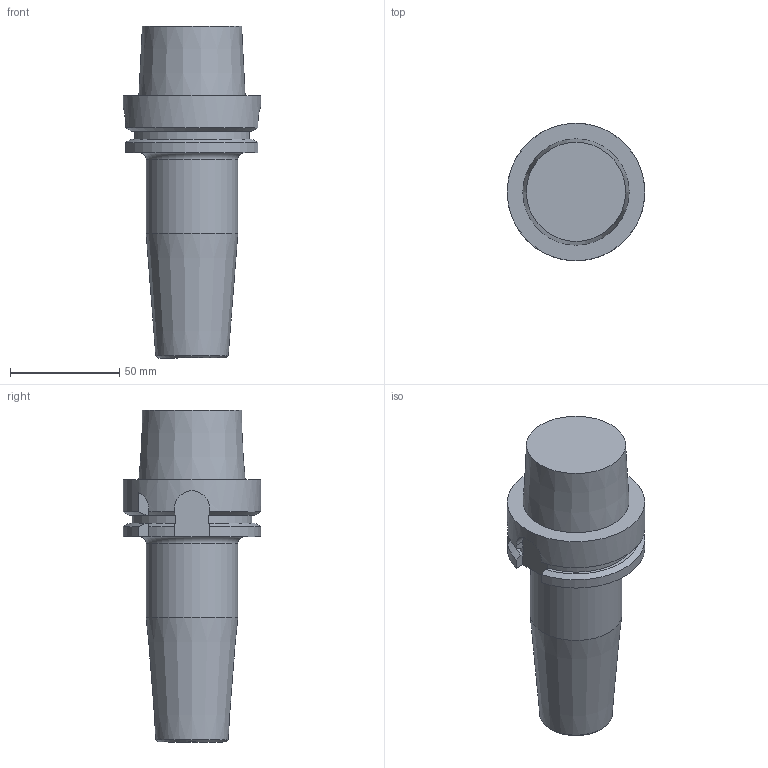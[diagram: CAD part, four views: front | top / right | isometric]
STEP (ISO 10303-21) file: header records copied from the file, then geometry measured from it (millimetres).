
FILE_DESCRIPTION(/* description */ (''),/* implementation_level */ '2;1');
FILE_NAME(/* name */ '1489150088603.stp',/* time_stamp */ '2017-03-10T13:48:20+01:00',/* author */ (''),/* organization */ ('SMS'),/* preprocessor_version */ 'ST-DEVELOPER v15',/* originating_system */ 'SIEMENS PLM Software NX 8.5',/* authorisation */ '');
FILE_SCHEMA (('AUTOMOTIVE_DESIGN { 1 0 10303 214 3 1 1 1 }'));
Length unit declared in the file: millimetre
Products named in the file (1): HA06-SH20Q-S-120
Bounding box: 63 x 63 x 152 mm (x, y, z)
Volume: 227532.7 mm3; surface area: 35079.2 mm2
Topology: 2 solids, 3 shells, 52 faces, 145 edges, 101 vertices
Faces by surface type: plane 27, cylinder 13, cone 11, torus 1
Full cylindrical faces by diameter (mm): 20 x1, 20.6 x1, 42 x1, 63 x1
Entity records: 1695 total; most frequent: CARTESIAN_POINT 374, ORIENTED_EDGE 260, DIRECTION 256, EDGE_CURVE 130, VERTEX_POINT 96, AXIS2_PLACEMENT_3D 94, LINE 68, VECTOR 68
